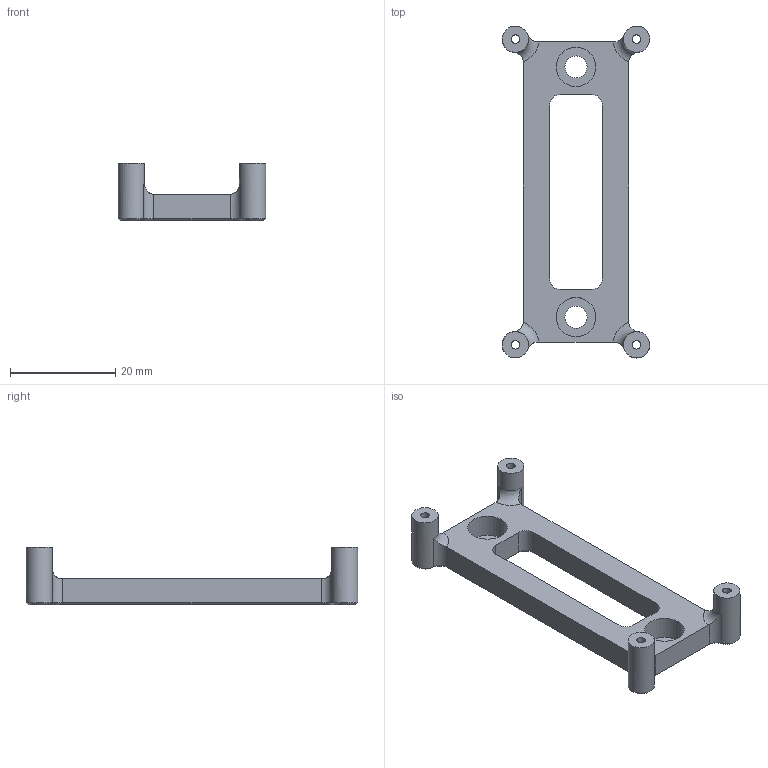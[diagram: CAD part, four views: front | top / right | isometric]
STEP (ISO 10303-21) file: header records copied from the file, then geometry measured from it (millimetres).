
FILE_DESCRIPTION(/* description */ (''),/* implementation_level */ '2;1');
FILE_NAME(/* name */ 'DIN Rail Mounting v7.step',/* time_stamp */ '2022-11-20T12:59:24+08:00',/* author */ (''),/* organization */ (''),/* preprocessor_version */ 'ST-DEVELOPER v19.2',/* originating_system */ 'Autodesk Translation Framework v11.17.0.187',/* authorisation */ '');
FILE_SCHEMA (('AUTOMOTIVE_DESIGN { 1 0 10303 214 3 1 1 }'));
Length unit declared in the file: millimetre
Products named in the file (1): DIN Rail Mounting
Bounding box: 28 x 63 x 11 mm (x, y, z)
Volume: 4239.9 mm3; surface area: 3798.8 mm2
Topology: 1 solids, 1 shells, 68 faces, 168 edges, 104 vertices
Faces by surface type: plane 24, cylinder 24, cone 16, torus 4
Full cylindrical faces by diameter (mm): 1.623 x4, 4.2 x2, 5 x4, 7.5 x2
Entity records: 2149 total; most frequent: CARTESIAN_POINT 441, DIRECTION 366, ORIENTED_EDGE 336, EDGE_CURVE 168, AXIS2_PLACEMENT_3D 141, VERTEX_POINT 104, EDGE_LOOP 84, LINE 84
